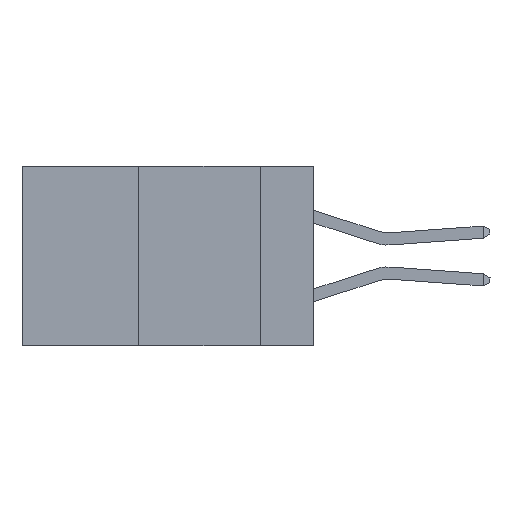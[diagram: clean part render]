
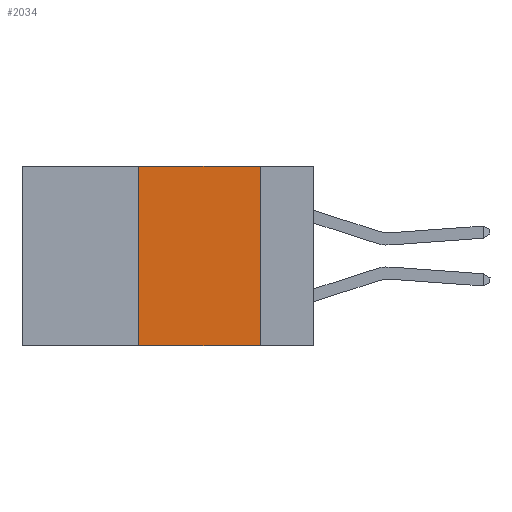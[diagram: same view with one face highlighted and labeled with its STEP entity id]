
A CAD part, left-side view. The second image highlights one B-rep face of the part: STEP entity #2034.
In plain terms, the highlighted planar face has unit normal (-1, 0, 0).
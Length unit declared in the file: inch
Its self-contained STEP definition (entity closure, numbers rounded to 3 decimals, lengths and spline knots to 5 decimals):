
#164 = PLANE ( 'NONE',  #12986 ) ;
#422 = EDGE_CURVE ( 'NONE', #18938, #3576, #2071, .T. ) ;
#816 = VECTOR ( 'NONE', #3438, 39.37008 ) ;
#1899 = CARTESIAN_POINT ( 'NONE',  ( 0., 0.36, 0. ) ) ;
#2034 = ADVANCED_FACE ( 'NONE', ( #4687 ), #164, .F. ) ;
#2071 = LINE ( 'NONE', #1899, #11115 ) ;
#2629 = CARTESIAN_POINT ( 'NONE',  ( 0., 0.36, 0. ) ) ;
#3438 = DIRECTION ( 'NONE',  ( 0., -1., 0. ) ) ;
#3576 = VERTEX_POINT ( 'NONE', #2629 ) ;
#3720 = DIRECTION ( 'NONE',  ( 1., 0., 0. ) ) ;
#3995 = LINE ( 'NONE', #16348, #21447 ) ;
#4383 = ORIENTED_EDGE ( 'NONE', *, *, #9394, .T. ) ;
#4687 = FACE_OUTER_BOUND ( 'NONE', #20346, .T. ) ;
#5262 = LINE ( 'NONE', #11941, #13805 ) ;
#5426 = LINE ( 'NONE', #13634, #816 ) ;
#5817 = CARTESIAN_POINT ( 'NONE',  ( 0., 0.11, -0.37 ) ) ;
#6250 = EDGE_CURVE ( 'NONE', #9404, #21151, #5262, .T. ) ;
#6854 = CARTESIAN_POINT ( 'NONE',  ( 0., 0.11, 0. ) ) ;
#7688 = CARTESIAN_POINT ( 'NONE',  ( 0., 0.36, -0.37 ) ) ;
#9394 = EDGE_CURVE ( 'NONE', #18938, #21151, #5426, .T. ) ;
#9404 = VERTEX_POINT ( 'NONE', #6854 ) ;
#9669 = ORIENTED_EDGE ( 'NONE', *, *, #422, .F. ) ;
#10234 = DIRECTION ( 'NONE',  ( 0., 0., -1. ) ) ;
#10816 = ORIENTED_EDGE ( 'NONE', *, *, #21297, .F. ) ;
#11115 = VECTOR ( 'NONE', #12093, 39.37008 ) ;
#11941 = CARTESIAN_POINT ( 'NONE',  ( 0., 0.11, 0. ) ) ;
#12093 = DIRECTION ( 'NONE',  ( 0., 0., 1. ) ) ;
#12986 = AXIS2_PLACEMENT_3D ( 'NONE', #13927, #3720, #15629 ) ;
#13634 = CARTESIAN_POINT ( 'NONE',  ( 0., 0.6, -0.37 ) ) ;
#13805 = VECTOR ( 'NONE', #10234, 39.37008 ) ;
#13927 = CARTESIAN_POINT ( 'NONE',  ( 0., 0.6, 0. ) ) ;
#14319 = ORIENTED_EDGE ( 'NONE', *, *, #6250, .F. ) ;
#15629 = DIRECTION ( 'NONE',  ( 0., 0., -1. ) ) ;
#16348 = CARTESIAN_POINT ( 'NONE',  ( 0., 0.6, 0. ) ) ;
#18938 = VERTEX_POINT ( 'NONE', #7688 ) ;
#20346 = EDGE_LOOP ( 'NONE', ( #14319, #10816, #9669, #4383 ) ) ;
#21151 = VERTEX_POINT ( 'NONE', #5817 ) ;
#21297 = EDGE_CURVE ( 'NONE', #3576, #9404, #3995, .T. ) ;
#21379 = DIRECTION ( 'NONE',  ( 0., -1., 0. ) ) ;
#21447 = VECTOR ( 'NONE', #21379, 39.37008 ) ;
